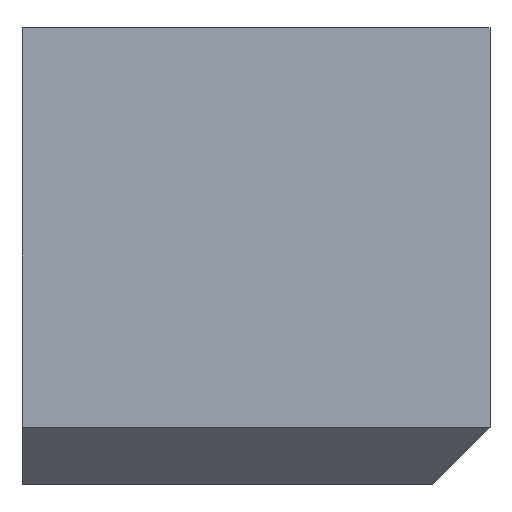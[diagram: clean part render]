
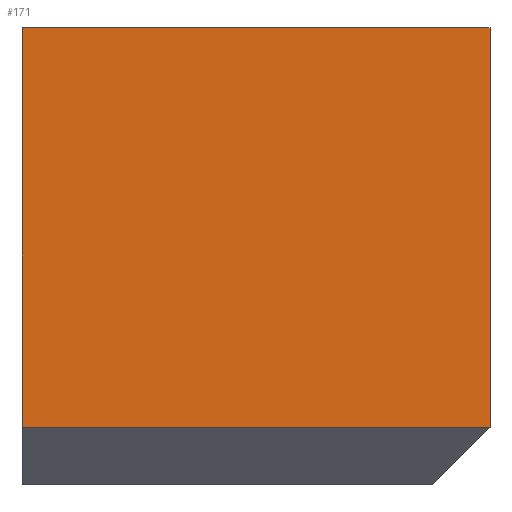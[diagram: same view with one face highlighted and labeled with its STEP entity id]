
A CAD part, front view. The second image highlights one B-rep face of the part: STEP entity #171.
In plain terms, the highlighted planar face has unit normal (0, -1, 0).
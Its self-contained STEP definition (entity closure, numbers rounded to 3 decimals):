
#33 = VERTEX_POINT ( 'NONE', #633 ) ;
#43 = ORIENTED_EDGE ( 'NONE', *, *, #709, .T. ) ;
#47 = VECTOR ( 'NONE', #344, 1000. ) ;
#58 = LINE ( 'NONE', #601, #110 ) ;
#63 = EDGE_LOOP ( 'NONE', ( #43, #881, #575, #245 ) ) ;
#69 = CARTESIAN_POINT ( 'NONE',  ( 0., 8.475, 9.725 ) ) ;
#110 = VECTOR ( 'NONE', #122, 1000. ) ;
#122 = DIRECTION ( 'NONE',  ( 0., 0., -1. ) ) ;
#155 = CARTESIAN_POINT ( 'NONE',  ( 29., 8.475, -18.275 ) ) ;
#171 = ADVANCED_FACE ( 'NONE', ( #682 ), #418, .F. ) ;
#209 = LINE ( 'NONE', #155, #434 ) ;
#212 = EDGE_CURVE ( 'NONE', #33, #701, #209, .T. ) ;
#217 = CARTESIAN_POINT ( 'NONE',  ( -3.8, 8.475, -14.275 ) ) ;
#227 = EDGE_CURVE ( 'NONE', #357, #742, #688, .T. ) ;
#245 = ORIENTED_EDGE ( 'NONE', *, *, #227, .F. ) ;
#258 = DIRECTION ( 'NONE',  ( 0., 0., -1. ) ) ;
#265 = CARTESIAN_POINT ( 'NONE',  ( 29., 8.475, -18.275 ) ) ;
#344 = DIRECTION ( 'NONE',  ( 1., 0., 0. ) ) ;
#346 = CARTESIAN_POINT ( 'NONE',  ( -3.8, 8.475, -14.275 ) ) ;
#348 = VECTOR ( 'NONE', #258, 1000. ) ;
#357 = VERTEX_POINT ( 'NONE', #600 ) ;
#417 = LINE ( 'NONE', #346, #348 ) ;
#418 = PLANE ( 'NONE',  #476 ) ;
#434 = VECTOR ( 'NONE', #479, 1000. ) ;
#476 = AXIS2_PLACEMENT_3D ( 'NONE', #217, #613, #626 ) ;
#479 = DIRECTION ( 'NONE',  ( 1., 0., 0. ) ) ;
#575 = ORIENTED_EDGE ( 'NONE', *, *, #725, .F. ) ;
#600 = CARTESIAN_POINT ( 'NONE',  ( -3.8, 8.475, 9.725 ) ) ;
#601 = CARTESIAN_POINT ( 'NONE',  ( 29., 8.475, -14.275 ) ) ;
#613 = DIRECTION ( 'NONE',  ( 0., 1., 0. ) ) ;
#626 = DIRECTION ( 'NONE',  ( -1., 0., 0. ) ) ;
#633 = CARTESIAN_POINT ( 'NONE',  ( -3.8, 8.475, -18.275 ) ) ;
#682 = FACE_OUTER_BOUND ( 'NONE', #63, .T. ) ;
#688 = LINE ( 'NONE', #69, #47 ) ;
#701 = VERTEX_POINT ( 'NONE', #265 ) ;
#709 = EDGE_CURVE ( 'NONE', #357, #33, #417, .T. ) ;
#725 = EDGE_CURVE ( 'NONE', #742, #701, #58, .T. ) ;
#742 = VERTEX_POINT ( 'NONE', #815 ) ;
#815 = CARTESIAN_POINT ( 'NONE',  ( 29., 8.475, 9.725 ) ) ;
#881 = ORIENTED_EDGE ( 'NONE', *, *, #212, .T. ) ;
